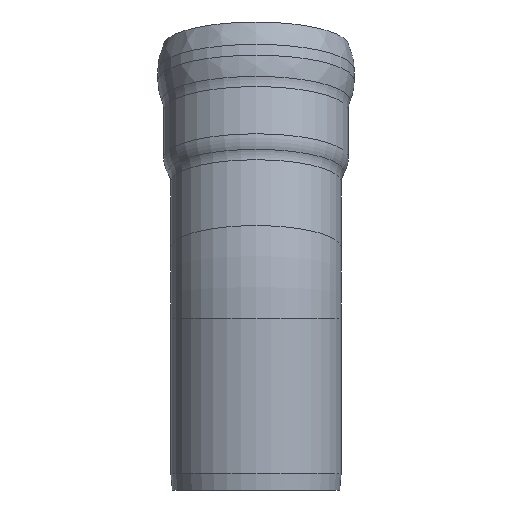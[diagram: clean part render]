
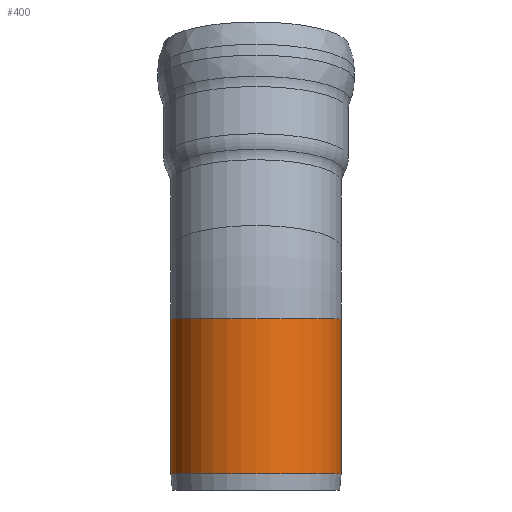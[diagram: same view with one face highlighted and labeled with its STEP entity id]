
A CAD part, left-side view. The second image highlights one B-rep face of the part: STEP entity #400.
In plain terms, the highlighted cylindrical face has radius 365 mm (diameter 730 mm), a full revolution.
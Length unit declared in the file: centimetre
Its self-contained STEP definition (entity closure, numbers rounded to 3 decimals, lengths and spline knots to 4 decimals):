
#37=FACE_OUTER_BOUND('',#62,.T.);
#62=EDGE_LOOP('',(#273,#274,#275,#276,#277));
#89=LINE('',#674,#100);
#100=VECTOR('',#518,36.5);
#113=CIRCLE('',#432,36.5);
#114=CIRCLE('',#433,36.5);
#115=CIRCLE('',#434,36.5);
#165=VERTEX_POINT('',#671);
#166=VERTEX_POINT('',#673);
#167=VERTEX_POINT('',#675);
#207=EDGE_CURVE('',#165,#165,#113,.T.);
#208=EDGE_CURVE('',#165,#166,#89,.T.);
#209=EDGE_CURVE('',#166,#167,#114,.T.);
#210=EDGE_CURVE('',#167,#166,#115,.T.);
#273=ORIENTED_EDGE('',*,*,#207,.F.);
#274=ORIENTED_EDGE('',*,*,#208,.T.);
#275=ORIENTED_EDGE('',*,*,#209,.T.);
#276=ORIENTED_EDGE('',*,*,#210,.T.);
#277=ORIENTED_EDGE('',*,*,#208,.F.);
#391=CYLINDRICAL_SURFACE('',#431,36.5);
#400=ADVANCED_FACE('',(#37),#391,.T.);
#431=AXIS2_PLACEMENT_3D('',#670,#514,#515);
#432=AXIS2_PLACEMENT_3D('',#672,#516,#517);
#433=AXIS2_PLACEMENT_3D('',#676,#519,#520);
#434=AXIS2_PLACEMENT_3D('',#677,#521,#522);
#514=DIRECTION('center_axis',(0.,0.,-1.));
#515=DIRECTION('ref_axis',(1.,0.,0.));
#516=DIRECTION('center_axis',(0.,0.,-1.));
#517=DIRECTION('ref_axis',(1.,0.,0.));
#518=DIRECTION('',(0.,0.,1.));
#519=DIRECTION('center_axis',(0.,0.,
-1.));
#520=DIRECTION('ref_axis',(-1.,0.,0.));
#521=DIRECTION('center_axis',(0.,0.,
-1.));
#522=DIRECTION('ref_axis',(-1.,0.,0.));
#670=CARTESIAN_POINT('Origin',(0.,0.,40.2654));
#671=CARTESIAN_POINT('',(-36.5,0.,7.));
#672=CARTESIAN_POINT('Origin',(0.,0.,7.));
#673=CARTESIAN_POINT('',(-36.5,0.,73.5308));
#674=CARTESIAN_POINT('',(-36.5,0.,40.2654));
#675=CARTESIAN_POINT('',(36.5,0.,73.5308));
#676=CARTESIAN_POINT('Origin',(0.,0.,73.5308));
#677=CARTESIAN_POINT('Origin',(0.,0.,73.5308));
